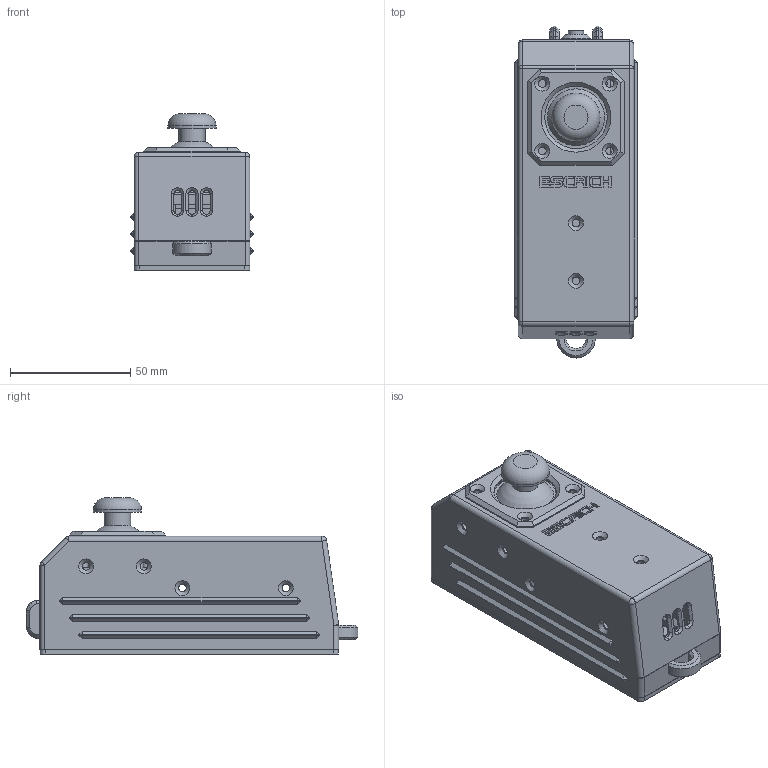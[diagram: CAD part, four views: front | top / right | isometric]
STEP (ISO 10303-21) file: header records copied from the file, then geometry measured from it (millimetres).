
FILE_DESCRIPTION(('FreeCAD Model'),'2;1');
FILE_NAME('Open CASCADE Shape Model','2025-05-09T15:18:43',(''),(''), 'Open CASCADE STEP processor 7.6','FreeCAD','Unknown');
FILE_SCHEMA(('AUTOMOTIVE_DESIGN { 1 0 10303 214 1 1 1 1 }'));
Length unit declared in the file: millimetre
Products named in the file (10): _0250321_Mando_a_distancia_camioncito; embellecedor Joystick; base wemos; clip wemos; tapa mando; regulador de tensión; soporte joystick; interruptor; mando; joystick
Assembly tree (9 placements, depth 2):
  _0250321_Mando_a_distancia_camioncito
    embellecedor Joystick
    base wemos
    clip wemos
    tapa mando
    regulador de tensión
    soporte joystick
    interruptor
    mando
    joystick
Bounding box: 51 x 138 x 65 mm (x, y, z)
Volume: 112520.7 mm3; surface area: 84269.3 mm2
Topology: 9 solids, 9 shells, 985 faces, 2465 edges, 1564 vertices
Faces by surface type: plane 635, cylinder 152, extrusion 144, cone 32, bspline 12, sphere 9, torus 1
Full cylindrical faces by diameter (mm): 1 x1, 1.5 x1, 2 x1, 3.2 x46, 4 x20, 6 x4, 6.32 x1, 8 x4, 10.2 x2, 11 x1, 12 x1, 20 x1, 26 x2, 29 x1
Entity records: 65812 total; most frequent: CARTESIAN_POINT 17442, DIRECTION 7866, VECTOR 5290, LINE 5146, ORIENTED_EDGE 4930, PCURVE 4930, DEFINITIONAL_REPRESENTATION 4930, EDGE_CURVE 2465
